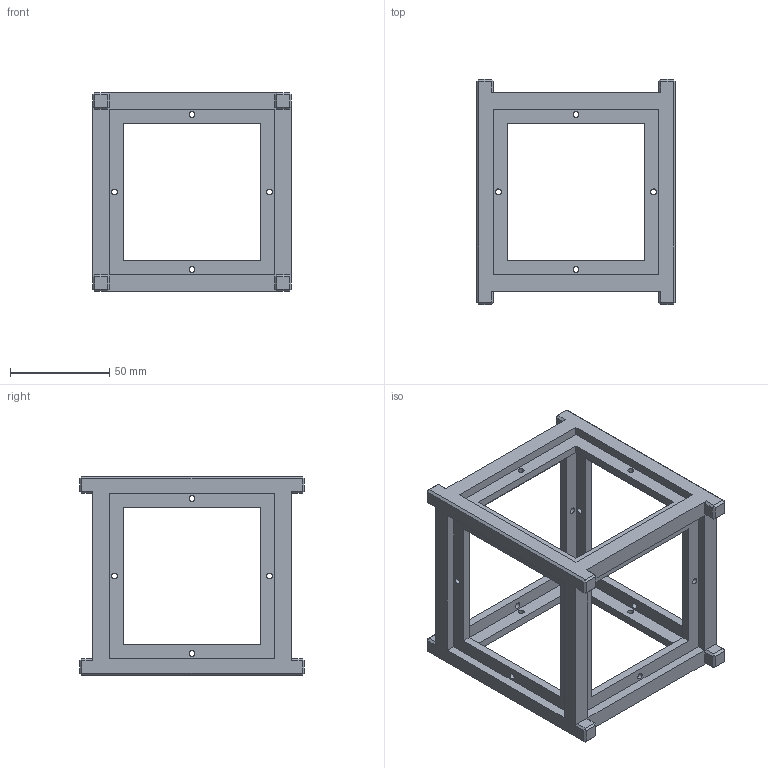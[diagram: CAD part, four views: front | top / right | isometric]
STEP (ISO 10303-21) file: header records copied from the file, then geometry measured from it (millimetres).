
FILE_DESCRIPTION(/* description */ (''),/* implementation_level */ '2;1');
FILE_NAME(/* name */ '',/* time_stamp */ '2023-02-20T17:36:42+03:00',/* author */ (''),/* organization */ (''),/* preprocessor_version */ 'ST-DEVELOPER v19.2',/* originating_system */ 'Autodesk Translation Framework v11.17.0.187',/* authorisation */ '');
FILE_SCHEMA (('AUTOMOTIVE_DESIGN { 1 0 10303 214 3 1 1 }'));
Length unit declared in the file: millimetre
Products named in the file (1): кубсат 2.0
Bounding box: 100 x 113 x 100 mm (x, y, z)
Volume: 130605.8 mm3; surface area: 61607.9 mm2
Topology: 1 solids, 1 shells, 206 faces, 492 edges, 296 vertices
Faces by surface type: plane 182, cylinder 24
Full cylindrical faces by diameter (mm): 3 x24
Entity records: 5912 total; most frequent: CARTESIAN_POINT 995, ORIENTED_EDGE 984, DIRECTION 954, EDGE_CURVE 492, LINE 444, VECTOR 444, VERTEX_POINT 296, EDGE_LOOP 272
